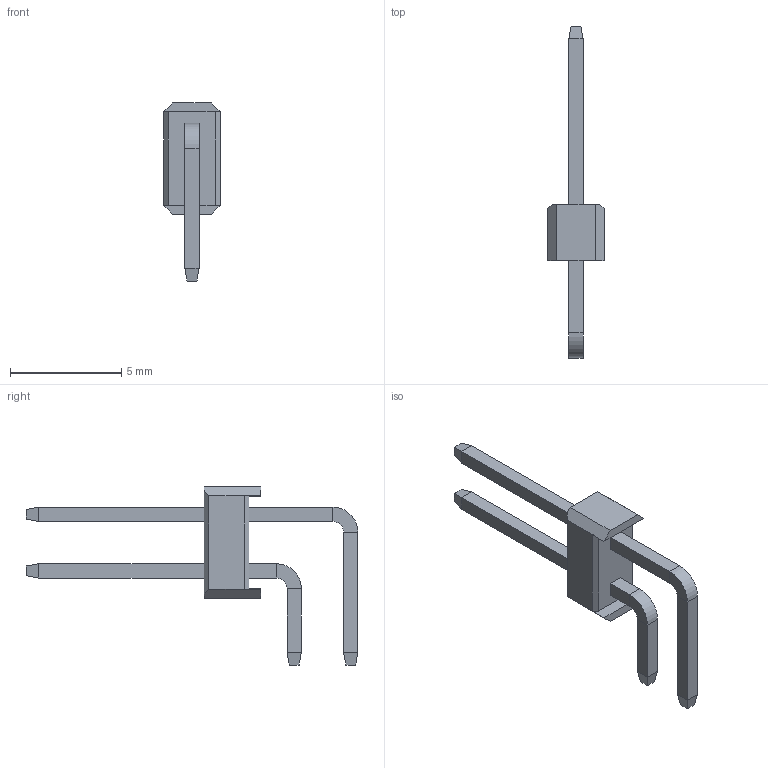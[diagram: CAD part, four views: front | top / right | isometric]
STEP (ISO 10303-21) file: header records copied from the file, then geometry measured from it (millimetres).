
FILE_DESCRIPTION (( 'STEP AP214' ), '1' );
FILE_NAME ('2x1 Male Pin Header Angle.STEP', '2018-11-16T17:54:04', ( 'M.B.I.' ), ( '' ), 'SwSTEP 2.0', '', '' );
FILE_SCHEMA (( 'AUTOMOTIVE_DESIGN' ));
Length unit declared in the file: millimetre
Products named in the file (1): 2x1 Male Pin Header Angle
Bounding box: 2.54 x 14.9 x 8 mm (x, y, z)
Volume: 38.6 mm3; surface area: 160.1 mm2
Topology: 3 solids, 3 shells, 80 faces, 184 edges, 110 vertices
Faces by surface type: plane 76, cylinder 4
Entity records: 2232 total; most frequent: CARTESIAN_POINT 375, ORIENTED_EDGE 368, DIRECTION 354, EDGE_CURVE 184, VECTOR 176, LINE 176, VERTEX_POINT 110, AXIS2_PLACEMENT_3D 89
